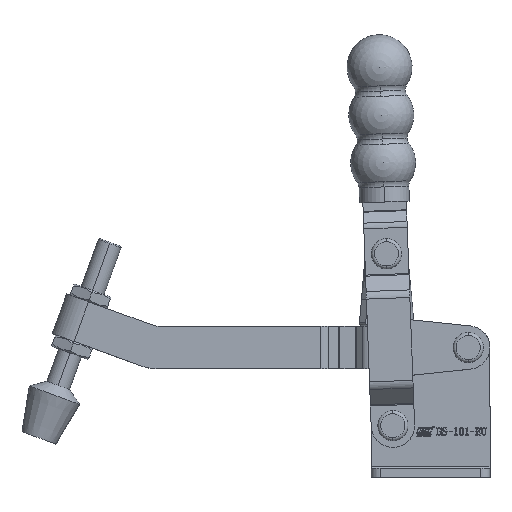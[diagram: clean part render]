
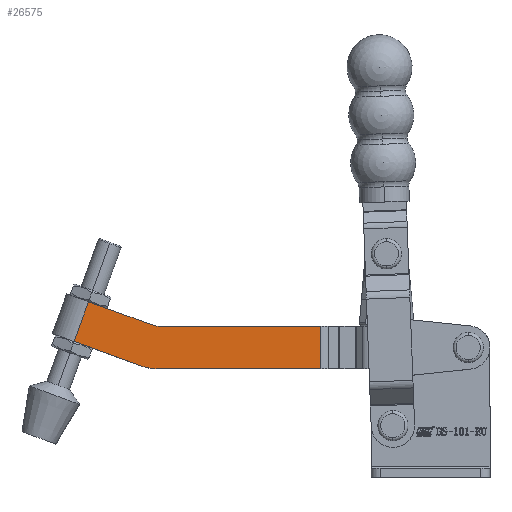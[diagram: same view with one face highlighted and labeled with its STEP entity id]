
A CAD part, top view. The second image highlights one B-rep face of the part: STEP entity #26575.
In plain terms, the highlighted face is planar.
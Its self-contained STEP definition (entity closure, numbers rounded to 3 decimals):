
#69 = EDGE_CURVE ( 'NONE', #12408, #19712, #22981, .T. ) ;
#441 = CARTESIAN_POINT ( 'NONE',  ( 28.677, -7.7, 3.844 ) ) ;
#2612 = CARTESIAN_POINT ( 'NONE',  ( 0., -7.7, 17. ) ) ;
#2661 = CARTESIAN_POINT ( 'NONE',  ( 22.125, -7.7, 17. ) ) ;
#2899 = CARTESIAN_POINT ( 'NONE',  ( 2.119, -7.7, -5.822 ) ) ;
#2904 = DIRECTION ( 'NONE',  ( 0.94, 0., 0.342 ) ) ;
#5030 = AXIS2_PLACEMENT_3D ( 'NONE', #14847, #14856, #14857 ) ;
#5296 = EDGE_LOOP ( 'NONE', ( #24277, #24278, #24279, #24280, #24281, #24282, #24283, #24284 ) ) ;
#10846 = DIRECTION ( 'NONE',  ( 0., 0., 1. ) ) ;
#10879 = DIRECTION ( 'NONE',  ( 0., -1., 0. ) ) ;
#10991 = CARTESIAN_POINT ( 'NONE',  ( 23.888, -7.7, 17. ) ) ;
#11105 = VERTEX_POINT ( 'NONE', #2612 ) ;
#11156 = VERTEX_POINT ( 'NONE', #2661 ) ;
#11292 = EDGE_CURVE ( 'NONE', #19712, #13141, #23379, .T. ) ;
#11418 = EDGE_CURVE ( 'NONE', #11105, #13225, #11513, .T. ) ;
#11513 = LINE ( 'NONE', #13509, #11516 ) ;
#11516 = VECTOR ( 'NONE', #13510, 1000. ) ;
#11564 = CIRCLE ( 'NONE', #21286, 10. ) ;
#11590 = LINE ( 'NONE', #14318, #11593 ) ;
#11593 = VECTOR ( 'NONE', #14320, 1000. ) ;
#11660 = LINE ( 'NONE', #14434, #11663 ) ;
#11663 = VECTOR ( 'NONE', #14435, 1000. ) ;
#11680 = LINE ( 'NONE', #14462, #11683 ) ;
#11683 = VECTOR ( 'NONE', #14463, 1000. ) ;
#11694 = LINE ( 'NONE', #18408, #11696 ) ;
#11696 = VECTOR ( 'NONE', #18416, 1000. ) ;
#11793 = VERTEX_POINT ( 'NONE', #13599 ) ;
#12408 = VERTEX_POINT ( 'NONE', #13822 ) ;
#12583 = VERTEX_POINT ( 'NONE', #13893 ) ;
#13141 = VERTEX_POINT ( 'NONE', #14099 ) ;
#13225 = VERTEX_POINT ( 'NONE', #14172 ) ;
#13509 = CARTESIAN_POINT ( 'NONE',  ( 0., -7.7, 100. ) ) ;
#13510 = DIRECTION ( 'NONE',  ( 0., 0., -1. ) ) ;
#13599 = CARTESIAN_POINT ( 'NONE',  ( 25.545, -7.7, 17.603 ) ) ;
#13822 = CARTESIAN_POINT ( 'NONE',  ( 23.888, -7.7, 3. ) ) ;
#13893 = CARTESIAN_POINT ( 'NONE',  ( 75.108, -7.7, 35.642 ) ) ;
#14099 = CARTESIAN_POINT ( 'NONE',  ( 79.896, -7.7, 22.487 ) ) ;
#14172 = CARTESIAN_POINT ( 'NONE',  ( 0., -7.7, 3. ) ) ;
#14272 = CARTESIAN_POINT ( 'NONE',  ( 22.125, -7.7, 27. ) ) ;
#14273 = DIRECTION ( 'NONE',  ( 0., 1., 0. ) ) ;
#14274 = DIRECTION ( 'NONE',  ( 0., 0., 1. ) ) ;
#14318 = CARTESIAN_POINT ( 'NONE',  ( 0., -7.7, 3. ) ) ;
#14320 = DIRECTION ( 'NONE',  ( 1., 0., 0. ) ) ;
#14434 = CARTESIAN_POINT ( 'NONE',  ( -2.669, -7.7, 7.334 ) ) ;
#14435 = DIRECTION ( 'NONE',  ( 0.94, 0., 0.342 ) ) ;
#14462 = CARTESIAN_POINT ( 'NONE',  ( 0., -7.7, 17. ) ) ;
#14463 = DIRECTION ( 'NONE',  ( 1., 0., 0. ) ) ;
#14847 = CARTESIAN_POINT ( 'NONE',  ( 0., -7.7, 100. ) ) ;
#14854 = PLANE ( 'NONE',  #5030 ) ;
#14856 = DIRECTION ( 'NONE',  ( 0., 1., 0. ) ) ;
#14857 = DIRECTION ( 'NONE',  ( 0., 0., 1. ) ) ;
#16533 = EDGE_CURVE ( 'NONE', #11793, #11156, #11564, .T. ) ;
#16655 = EDGE_CURVE ( 'NONE', #13225, #12408, #11590, .T. ) ;
#16966 = EDGE_CURVE ( 'NONE', #11793, #12583, #11660, .T. ) ;
#16978 = EDGE_CURVE ( 'NONE', #11105, #11156, #11680, .T. ) ;
#16985 = EDGE_CURVE ( 'NONE', #12583, #13141, #11694, .T. ) ;
#18408 = CARTESIAN_POINT ( 'NONE',  ( 45.638, -7.7, 116.611 ) ) ;
#18416 = DIRECTION ( 'NONE',  ( 0.342, 0., -0.94 ) ) ;
#19712 = VERTEX_POINT ( 'NONE', #441 ) ;
#20819 = FACE_OUTER_BOUND ( 'NONE', #5296, .T. ) ;
#21188 = AXIS2_PLACEMENT_3D ( 'NONE', #10991, #10879, #10846 ) ;
#21286 = AXIS2_PLACEMENT_3D ( 'NONE', #14272, #14273, #14274 ) ;
#22981 = CIRCLE ( 'NONE', #21188, 14. ) ;
#23379 = LINE ( 'NONE', #2899, #23390 ) ;
#23390 = VECTOR ( 'NONE', #2904, 1000. ) ;
#24277 = ORIENTED_EDGE ( 'NONE', *, *, #16655, .T. ) ;
#24278 = ORIENTED_EDGE ( 'NONE', *, *, #69, .T. ) ;
#24279 = ORIENTED_EDGE ( 'NONE', *, *, #11292, .T. ) ;
#24280 = ORIENTED_EDGE ( 'NONE', *, *, #16985, .F. ) ;
#24281 = ORIENTED_EDGE ( 'NONE', *, *, #16966, .F. ) ;
#24282 = ORIENTED_EDGE ( 'NONE', *, *, #16533, .T. ) ;
#24283 = ORIENTED_EDGE ( 'NONE', *, *, #16978, .F. ) ;
#24284 = ORIENTED_EDGE ( 'NONE', *, *, #11418, .T. ) ;
#26575 = ADVANCED_FACE ( 'NONE', ( #20819 ), #14854, .F. ) ;
